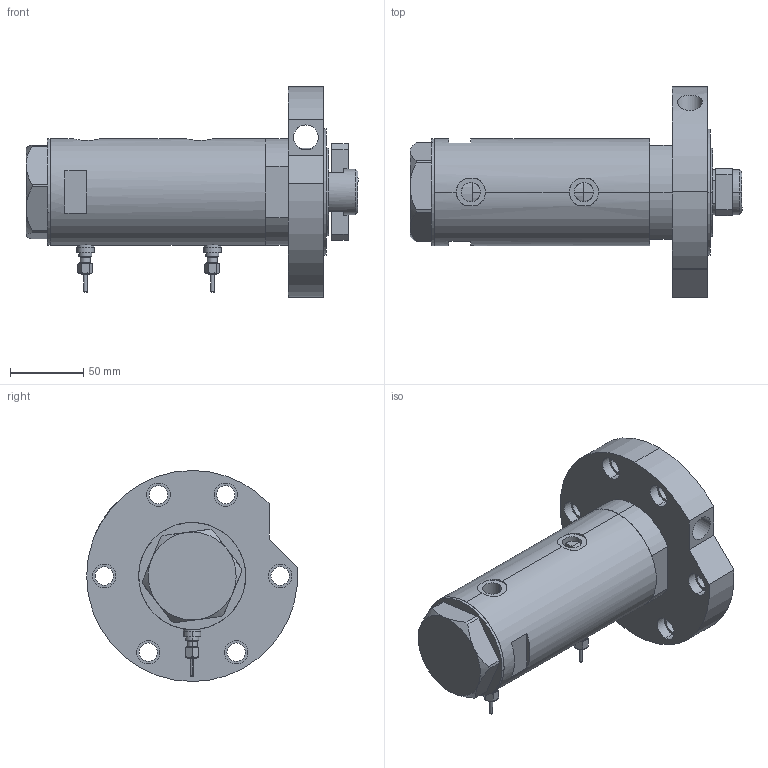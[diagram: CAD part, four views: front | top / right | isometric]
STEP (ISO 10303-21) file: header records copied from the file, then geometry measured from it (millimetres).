
FILE_DESCRIPTION (( 'STEP AP203' ), '1' );
FILE_NAME ('3641.STEP', '2022-06-20T08:56:00', ( '' ), ( '' ), 'SwSTEP 2.0', 'SolidWorks 2019', '' );
FILE_SCHEMA (( 'CONFIG_CONTROL_DESIGN' ));
Length unit declared in the file: millimetre
Products named in the file (8): V270CG_RF211D e290858f3470261722b05582c98f3313; V270CG_BACK e290858f3470261722b05582c98f3313; V270CG_FRONT e290858f3470261722b05582c98f3313; 3641; V270CG_RF211E e290858f3470261722b05582c98f3313; V270CG_SWITCH e290858f3470261722b05582c98f3313; V270CG_VC e290858f3470261722b05582c98f3313; V270CG_MIDDLE e290858f3470261722b05582c98f3313
Assembly tree (9 placements, depth 2):
  3641
    V270CG_MIDDLE e290858f3470261722b05582c98f3313
    V270CG_BACK e290858f3470261722b05582c98f3313
    V270CG_FRONT e290858f3470261722b05582c98f3313
    V270CG_VC e290858f3470261722b05582c98f3313
    V270CG_RF211D e290858f3470261722b05582c98f3313  x2
    V270CG_RF211E e290858f3470261722b05582c98f3313
    V270CG_SWITCH e290858f3470261722b05582c98f3313  x2
Bounding box: 226.52 x 143.75 x 144 mm (x, y, z)
Volume: 1069902.8 mm3; surface area: 196738.2 mm2
Topology: 9 solids, 9 shells, 315 faces, 714 edges, 445 vertices
Faces by surface type: cylinder 128, plane 113, cone 48, torus 24, bspline 2
Entity records: 8836 total; most frequent: CARTESIAN_POINT 2300, DIRECTION 1252, ORIENTED_EDGE 1112, EDGE_CURVE 556, AXIS2_PLACEMENT_3D 517, VERTEX_POINT 349, EDGE_LOOP 297, CIRCLE 264
